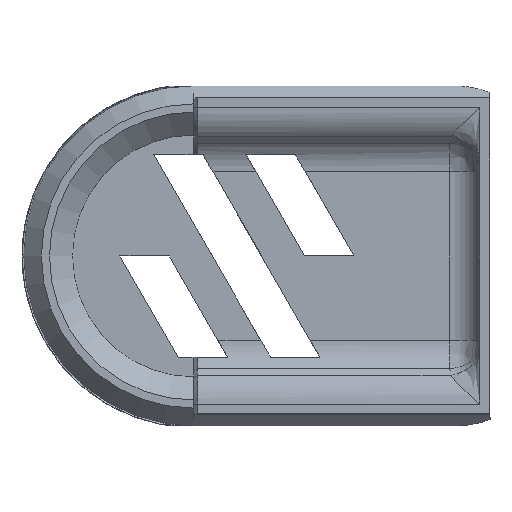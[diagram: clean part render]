
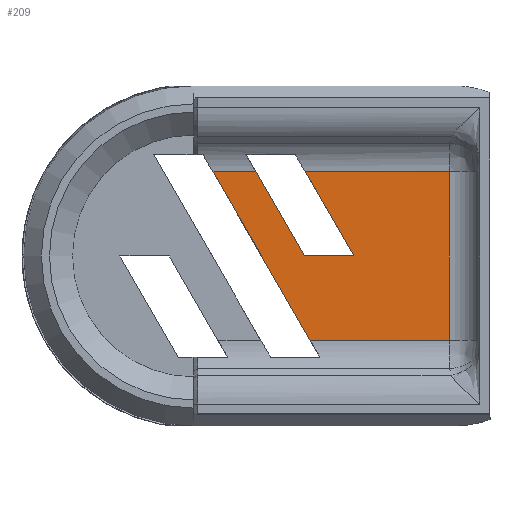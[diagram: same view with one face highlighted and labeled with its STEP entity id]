
A CAD part, front view. The second image highlights one B-rep face of the part: STEP entity #209.
In plain terms, the highlighted planar face has unit normal (0, -1, 0).
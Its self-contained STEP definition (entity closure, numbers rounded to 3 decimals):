
#6 = LINE ( 'NONE', #2082, #316 ) ;
#50 = CARTESIAN_POINT ( 'NONE',  ( -55.947, 45.237, 39.908 ) ) ;
#114 = CARTESIAN_POINT ( 'NONE',  ( -30.666, 45.237, 39.908 ) ) ;
#146 = CARTESIAN_POINT ( 'NONE',  ( -64.595, 45.237, 58.217 ) ) ;
#209 = ADVANCED_FACE ( 'NONE', ( #1928 ), #1177, .F. ) ;
#254 = CARTESIAN_POINT ( 'NONE',  ( -55.947, 45.237, 63.21 ) ) ;
#281 = VECTOR ( 'NONE', #508, 1000. ) ;
#283 = VERTEX_POINT ( 'NONE', #2362 ) ;
#300 = CARTESIAN_POINT ( 'NONE',  ( -55.947, 45.237, 23.302 ) ) ;
#316 = VECTOR ( 'NONE', #2308, 1000. ) ;
#379 = DIRECTION ( 'NONE',  ( 0.5, 0., -0.866 ) ) ;
#415 = LINE ( 'NONE', #1990, #1864 ) ;
#449 = EDGE_CURVE ( 'NONE', #1094, #2332, #2057, .T. ) ;
#452 = DIRECTION ( 'NONE',  ( 0., 1., 0. ) ) ;
#467 = EDGE_CURVE ( 'NONE', #935, #676, #1711, .T. ) ;
#505 = CARTESIAN_POINT ( 'NONE',  ( -44.992, 45.237, 31.605 ) ) ;
#508 = DIRECTION ( 'NONE',  ( 0., 0., 1. ) ) ;
#526 = VECTOR ( 'NONE', #564, 1000. ) ;
#540 = ORIENTED_EDGE ( 'NONE', *, *, #1284, .T. ) ;
#564 = DIRECTION ( 'NONE',  ( -1., 0., 0. ) ) ;
#579 = CARTESIAN_POINT ( 'NONE',  ( -55.947, 45.237, 39.908 ) ) ;
#659 = DIRECTION ( 'NONE',  ( -1., 0., 0. ) ) ;
#676 = VERTEX_POINT ( 'NONE', #851 ) ;
#819 = EDGE_CURVE ( 'NONE', #1328, #1759, #6, .T. ) ;
#851 = CARTESIAN_POINT ( 'NONE',  ( -44.913, 45.237, 39.908 ) ) ;
#880 = LINE ( 'NONE', #2205, #281 ) ;
#922 = CARTESIAN_POINT ( 'NONE',  ( -54.024, 45.237, 39.908 ) ) ;
#935 = VERTEX_POINT ( 'NONE', #114 ) ;
#1008 = CARTESIAN_POINT ( 'NONE',  ( -44.436, 45.237, 23.302 ) ) ;
#1030 = LINE ( 'NONE', #300, #1642 ) ;
#1039 = EDGE_CURVE ( 'NONE', #283, #1328, #2001, .T. ) ;
#1061 = CARTESIAN_POINT ( 'NONE',  ( -55.947, 45.237, 31.605 ) ) ;
#1094 = VERTEX_POINT ( 'NONE', #922 ) ;
#1152 = VECTOR ( 'NONE', #659, 1000. ) ;
#1153 = EDGE_LOOP ( 'NONE', ( #1769, #1498, #2457, #540, #2098, #1332, #1998, #1512 ) ) ;
#1177 = PLANE ( 'NONE',  #2296 ) ;
#1185 = VECTOR ( 'NONE', #379, 1000. ) ;
#1277 = DIRECTION ( 'NONE',  ( 0.5, 0., -0.866 ) ) ;
#1284 = EDGE_CURVE ( 'NONE', #676, #283, #415, .T. ) ;
#1328 = VERTEX_POINT ( 'NONE', #505 ) ;
#1332 = ORIENTED_EDGE ( 'NONE', *, *, #819, .T. ) ;
#1410 = DIRECTION ( 'NONE',  ( -1., 0., 0. ) ) ;
#1498 = ORIENTED_EDGE ( 'NONE', *, *, #1915, .T. ) ;
#1512 = ORIENTED_EDGE ( 'NONE', *, *, #449, .T. ) ;
#1531 = VERTEX_POINT ( 'NONE', #2447 ) ;
#1614 = DIRECTION ( 'NONE',  ( 1., 0., 0. ) ) ;
#1642 = VECTOR ( 'NONE', #1614, 1000. ) ;
#1711 = LINE ( 'NONE', #579, #526 ) ;
#1759 = VERTEX_POINT ( 'NONE', #2176 ) ;
#1760 = LINE ( 'NONE', #50, #1152 ) ;
#1761 = DIRECTION ( 'NONE',  ( 0., 0., 1. ) ) ;
#1769 = ORIENTED_EDGE ( 'NONE', *, *, #1884, .T. ) ;
#1799 = EDGE_CURVE ( 'NONE', #1759, #1094, #1760, .T. ) ;
#1864 = VECTOR ( 'NONE', #1277, 1000. ) ;
#1884 = EDGE_CURVE ( 'NONE', #2332, #1531, #1030, .T. ) ;
#1915 = EDGE_CURVE ( 'NONE', #1531, #935, #880, .T. ) ;
#1928 = FACE_OUTER_BOUND ( 'NONE', #1153, .T. ) ;
#1990 = CARTESIAN_POINT ( 'NONE',  ( -57.762, 45.237, 62.162 ) ) ;
#1998 = ORIENTED_EDGE ( 'NONE', *, *, #1799, .T. ) ;
#2001 = LINE ( 'NONE', #1061, #2141 ) ;
#2057 = LINE ( 'NONE', #146, #1185 ) ;
#2082 = CARTESIAN_POINT ( 'NONE',  ( -61.416, 45.237, 60.052 ) ) ;
#2098 = ORIENTED_EDGE ( 'NONE', *, *, #1039, .T. ) ;
#2141 = VECTOR ( 'NONE', #1410, 1000. ) ;
#2176 = CARTESIAN_POINT ( 'NONE',  ( -49.786, 45.237, 39.908 ) ) ;
#2205 = CARTESIAN_POINT ( 'NONE',  ( -30.666, 45.237, 39.908 ) ) ;
#2296 = AXIS2_PLACEMENT_3D ( 'NONE', #254, #452, #1761 ) ;
#2308 = DIRECTION ( 'NONE',  ( -0.5, 0., 0.866 ) ) ;
#2332 = VERTEX_POINT ( 'NONE', #1008 ) ;
#2362 = CARTESIAN_POINT ( 'NONE',  ( -40.119, 45.237, 31.605 ) ) ;
#2447 = CARTESIAN_POINT ( 'NONE',  ( -30.666, 45.237, 23.302 ) ) ;
#2457 = ORIENTED_EDGE ( 'NONE', *, *, #467, .T. ) ;
